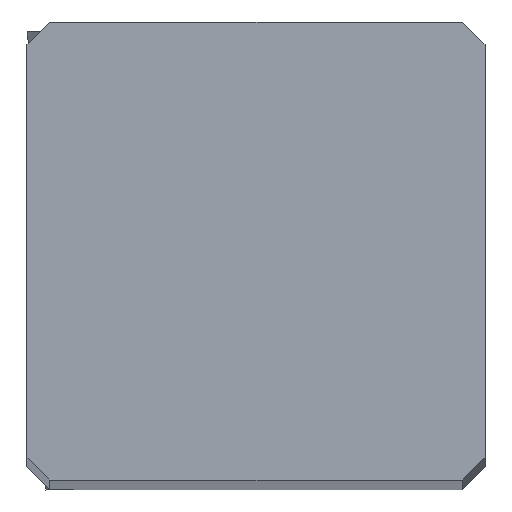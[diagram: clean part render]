
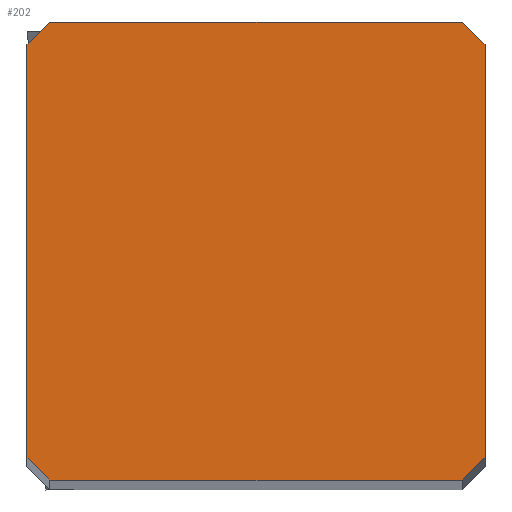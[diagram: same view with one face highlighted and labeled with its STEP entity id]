
A CAD part, top view. The second image highlights one B-rep face of the part: STEP entity #202.
In plain terms, the highlighted planar face has unit normal (0, 0, 1).
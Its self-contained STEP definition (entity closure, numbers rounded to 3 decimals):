
#130=FACE_OUTER_BOUND('',#319,.T.);
#202=ADVANCED_FACE('',(#130),#265,.T.);
#265=PLANE('',#1493);
#319=EDGE_LOOP('',(#561,#562,#563,#564,#565,#566,#567,#568));
#561=ORIENTED_EDGE('',*,*,#1048,.F.);
#562=ORIENTED_EDGE('',*,*,#1049,.F.);
#563=ORIENTED_EDGE('',*,*,#1021,.F.);
#564=ORIENTED_EDGE('',*,*,#1017,.T.);
#565=ORIENTED_EDGE('',*,*,#1050,.F.);
#566=ORIENTED_EDGE('',*,*,#1051,.F.);
#567=ORIENTED_EDGE('',*,*,#1052,.F.);
#568=ORIENTED_EDGE('',*,*,#1047,.T.);
#869=VERTEX_POINT('',#2100);
#870=VERTEX_POINT('',#2102);
#873=VERTEX_POINT('',#2110);
#892=VERTEX_POINT('',#2158);
#893=VERTEX_POINT('',#2160);
#894=VERTEX_POINT('',#2164);
#895=VERTEX_POINT('',#2167);
#896=VERTEX_POINT('',#2169);
#1017=EDGE_CURVE('',#870,#869,#1203,.T.);
#1021=EDGE_CURVE('',#870,#873,#1205,.T.);
#1047=EDGE_CURVE('',#892,#893,#1228,.T.);
#1048=EDGE_CURVE('',#894,#893,#1229,.T.);
#1049=EDGE_CURVE('',#873,#894,#1230,.T.);
#1050=EDGE_CURVE('',#895,#869,#1231,.T.);
#1051=EDGE_CURVE('',#896,#895,#1232,.T.);
#1052=EDGE_CURVE('',#892,#896,#1233,.T.);
#1203=LINE('',#2101,#1315);
#1205=LINE('',#2109,#1317);
#1228=LINE('',#2161,#1340);
#1229=LINE('',#2163,#1341);
#1230=LINE('',#2165,#1342);
#1231=LINE('',#2166,#1343);
#1232=LINE('',#2168,#1344);
#1233=LINE('',#2170,#1345);
#1315=VECTOR('',#1698,1.);
#1317=VECTOR('',#1706,1.);
#1340=VECTOR('',#1745,1.);
#1341=VECTOR('',#1748,1.);
#1342=VECTOR('',#1749,1.);
#1343=VECTOR('',#1750,1.);
#1344=VECTOR('',#1751,1.);
#1345=VECTOR('',#1752,1.);
#1493=AXIS2_PLACEMENT_3D('',#2171,#1753,#1754);
#1698=DIRECTION('',(1.,0.,0.));
#1706=DIRECTION('',(-0.707,0.707,0.));
#1745=DIRECTION('',(-1.,0.,0.));
#1748=DIRECTION('',(0.707,0.707,0.));
#1749=DIRECTION('',(0.,1.,0.));
#1750=DIRECTION('',(-0.707,-0.707,0.));
#1751=DIRECTION('',(0.,-1.,0.));
#1752=DIRECTION('',(0.707,-0.707,0.));
#1753=DIRECTION('',(0.,0.,1.));
#1754=DIRECTION('',(-1.,0.,0.));
#2100=CARTESIAN_POINT('',(-0.5,0.,0.));
#2101=CARTESIAN_POINT('',(-9.5,0.,0.));
#2102=CARTESIAN_POINT('',(-9.5,0.,0.));
#2109=CARTESIAN_POINT('',(-9.5,0.,0.));
#2110=CARTESIAN_POINT('',(-10.,0.5,0.));
#2158=CARTESIAN_POINT('',(-0.5,10.,0.));
#2160=CARTESIAN_POINT('',(-9.5,10.,0.));
#2161=CARTESIAN_POINT('',(-0.5,10.,0.));
#2163=CARTESIAN_POINT('',(-10.,9.5,0.));
#2164=CARTESIAN_POINT('',(-10.,9.5,0.));
#2165=CARTESIAN_POINT('',(-10.,0.5,0.));
#2166=CARTESIAN_POINT('',(0.,0.5,0.));
#2167=CARTESIAN_POINT('',(0.,0.5,0.));
#2168=CARTESIAN_POINT('',(0.,9.5,0.));
#2169=CARTESIAN_POINT('',(0.,9.5,0.));
#2170=CARTESIAN_POINT('',(-0.5,10.,0.));
#2171=CARTESIAN_POINT('',(-5.,5.,0.));
